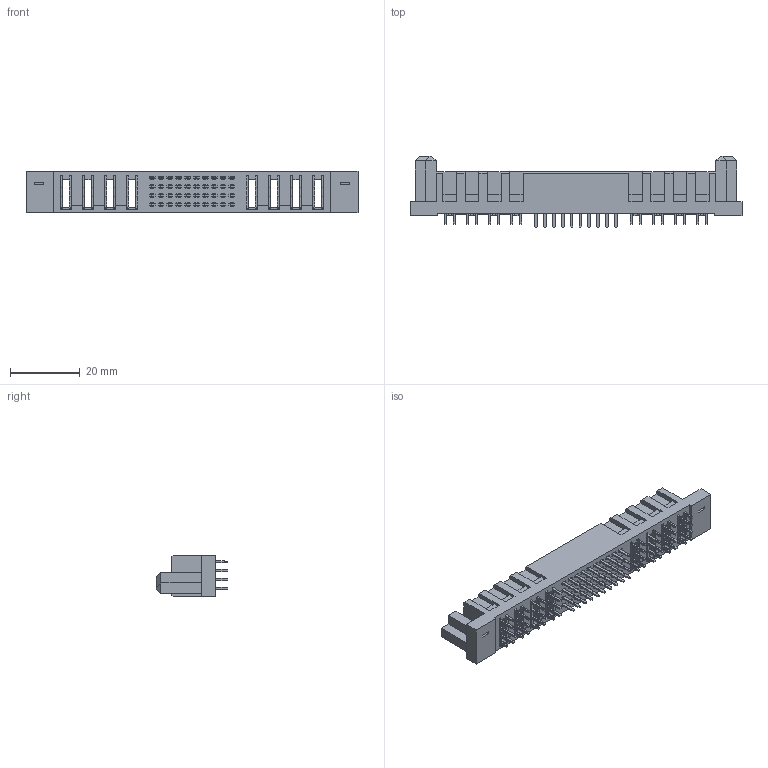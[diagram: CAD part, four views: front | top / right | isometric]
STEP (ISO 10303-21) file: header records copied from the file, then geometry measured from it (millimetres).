
FILE_DESCRIPTION(/* description */ ('STEP AP214'),/* implementation_level */ '2;1');
FILE_NAME(/* name */ 'PESC-04-40-04-01-L-VT',/* time_stamp */ '2023-10-18T01:03:45+02:00',/* author */ ('License CC BY-ND 4.0'),/* organization */ ('CADENAS'),/* preprocessor_version */ 'ST-DEVELOPER v19.3',/* originating_system */ 'PARTsolutions',/* authorisation */ ' ');
FILE_SCHEMA (('AUTOMOTIVE_DESIGN {1 0 10303 214 3 1 1}'));
Products named in the file (4): PESC-04-40-04-01-L-VT; PESC-04-VT_pp; PESC-40-VT_sp; PESC-04-40-04-01-VT-_t
Assembly tree (4 placements, depth 2):
  PESC-04-40-04-01-L-VT
    PESC-04-VT_pp  x2
    PESC-40-VT_sp
    PESC-04-40-04-01-VT-_t
Bounding box: 95.25 x 20.4 x 12 mm (x, y, z)
Volume: 8961 mm3; surface area: 16866.8 mm2
Topology: 4 solids, 4 shells, 2876 faces, 8414 edges, 5596 vertices
Faces by surface type: plane 2644, cylinder 232
Entity records: 84470 total; most frequent: CARTESIAN_POINT 15173, ORIENTED_EDGE 15112, DIRECTION 13166, EDGE_CURVE 7556, LINE 7124, VECTOR 7124, VERTEX_POINT 5028, AXIS2_PLACEMENT_3D 3021
